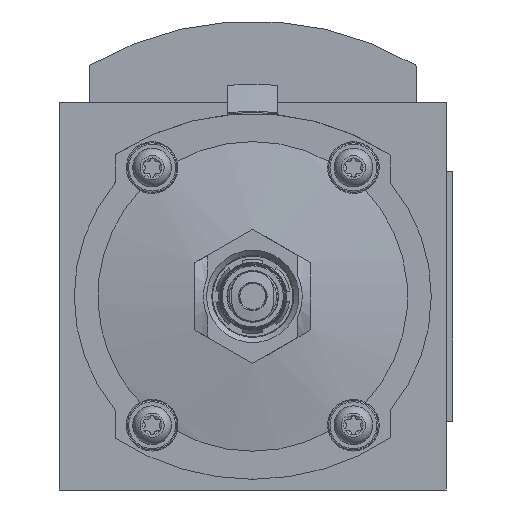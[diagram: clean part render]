
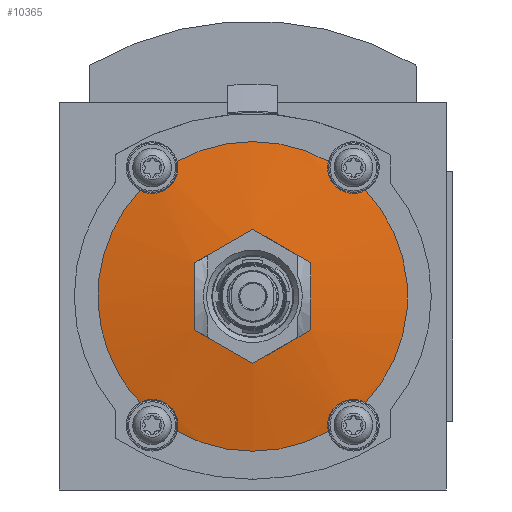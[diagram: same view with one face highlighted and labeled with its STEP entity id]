
A CAD part, front view. The second image highlights one B-rep face of the part: STEP entity #10365.
In plain terms, the highlighted spherical face has radius 160 mm.
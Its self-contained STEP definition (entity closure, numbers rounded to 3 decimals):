
#61=SPHERICAL_SURFACE('',#10881,160.);
#366=CIRCLE('',#10882,35.989);
#367=CIRCLE('',#10883,35.989);
#368=CIRCLE('',#10884,35.989);
#369=CIRCLE('',#10885,35.989);
#370=CIRCLE('',#10886,159.429);
#371=CIRCLE('',#10887,159.429);
#372=CIRCLE('',#10888,159.429);
#373=CIRCLE('',#10889,159.429);
#374=CIRCLE('',#10890,159.429);
#375=CIRCLE('',#10891,159.429);
#2141=ORIENTED_EDGE('',*,*,#4244,.F.);
#2142=ORIENTED_EDGE('',*,*,#4245,.T.);
#2143=ORIENTED_EDGE('',*,*,#4246,.F.);
#2144=ORIENTED_EDGE('',*,*,#4247,.T.);
#2145=ORIENTED_EDGE('',*,*,#4248,.F.);
#2146=ORIENTED_EDGE('',*,*,#4249,.T.);
#2147=ORIENTED_EDGE('',*,*,#4250,.F.);
#2148=ORIENTED_EDGE('',*,*,#4251,.T.);
#2149=ORIENTED_EDGE('',*,*,#4252,.F.);
#2150=ORIENTED_EDGE('',*,*,#4253,.F.);
#2151=ORIENTED_EDGE('',*,*,#4254,.F.);
#2152=ORIENTED_EDGE('',*,*,#4255,.F.);
#2153=ORIENTED_EDGE('',*,*,#4256,.F.);
#2154=ORIENTED_EDGE('',*,*,#4257,.F.);
#4244=EDGE_CURVE('',#5279,#5280,#366,.T.);
#4245=EDGE_CURVE('',#5279,#5281,#5946,.T.);
#4246=EDGE_CURVE('',#5282,#5281,#367,.T.);
#4247=EDGE_CURVE('',#5282,#5283,#5947,.T.);
#4248=EDGE_CURVE('',#5284,#5283,#368,.T.);
#4249=EDGE_CURVE('',#5284,#5285,#5948,.T.);
#4250=EDGE_CURVE('',#5286,#5285,#369,.T.);
#4251=EDGE_CURVE('',#5286,#5280,#5949,.T.);
#4252=EDGE_CURVE('',#5287,#5288,#370,.F.);
#4253=EDGE_CURVE('',#5289,#5287,#371,.F.);
#4254=EDGE_CURVE('',#5290,#5289,#372,.F.);
#4255=EDGE_CURVE('',#5291,#5290,#373,.F.);
#4256=EDGE_CURVE('',#5292,#5291,#374,.F.);
#4257=EDGE_CURVE('',#5288,#5292,#375,.F.);
#5279=VERTEX_POINT('',#14590);
#5280=VERTEX_POINT('',#14591);
#5281=VERTEX_POINT('',#14599);
#5282=VERTEX_POINT('',#14601);
#5283=VERTEX_POINT('',#14609);
#5284=VERTEX_POINT('',#14611);
#5285=VERTEX_POINT('',#14619);
#5286=VERTEX_POINT('',#14621);
#5287=VERTEX_POINT('',#14630);
#5288=VERTEX_POINT('',#14631);
#5289=VERTEX_POINT('',#14633);
#5290=VERTEX_POINT('',#14635);
#5291=VERTEX_POINT('',#14637);
#5292=VERTEX_POINT('',#14639);
#5946=B_SPLINE_CURVE_WITH_KNOTS('',3,(#14592,#14593,#14594,#14595,#14596,
#14597,#14598),.UNSPECIFIED.,.F.,.F.,(4,1,1,1,4),(0.,0.003,
0.007,0.01,0.014),.UNSPECIFIED.);
#5947=B_SPLINE_CURVE_WITH_KNOTS('',3,(#14602,#14603,#14604,#14605,#14606,
#14607,#14608),.UNSPECIFIED.,.F.,.F.,(4,1,1,1,4),(0.,0.003,
0.007,0.01,0.014),
 .UNSPECIFIED.);
#5948=B_SPLINE_CURVE_WITH_KNOTS('',3,(#14612,#14613,#14614,#14615,#14616,
#14617,#14618),.UNSPECIFIED.,.F.,.F.,(4,1,1,1,4),(0.,0.003,
0.007,0.01,0.014),
 .UNSPECIFIED.);
#5949=B_SPLINE_CURVE_WITH_KNOTS('',3,(#14622,#14623,#14624,#14625,#14626,
#14627,#14628),.UNSPECIFIED.,.F.,.F.,(4,1,1,1,4),(0.,0.003,
0.007,0.01,0.014),
 .UNSPECIFIED.);
#6025=EDGE_LOOP('',(#2141,#2142,#2143,#2144,#2145,#2146,#2147,#2148));
#6026=EDGE_LOOP('',(#2149,#2150,#2151,#2152,#2153,#2154));
#6591=FACE_BOUND('',#6025,.T.);
#6592=FACE_BOUND('',#6026,.T.);
#10365=ADVANCED_FACE('',(#6591,#6592),#61,.T.);
#10881=AXIS2_PLACEMENT_3D('',#14588,#11918,#11919);
#10882=AXIS2_PLACEMENT_3D('',#14589,#11920,#11921);
#10883=AXIS2_PLACEMENT_3D('',#14600,#11922,#11923);
#10884=AXIS2_PLACEMENT_3D('',#14610,#11924,#11925);
#10885=AXIS2_PLACEMENT_3D('',#14620,#11926,#11927);
#10886=AXIS2_PLACEMENT_3D('',#14629,#11928,#11929);
#10887=AXIS2_PLACEMENT_3D('',#14632,#11930,#11931);
#10888=AXIS2_PLACEMENT_3D('',#14634,#11932,#11933);
#10889=AXIS2_PLACEMENT_3D('',#14636,#11934,#11935);
#10890=AXIS2_PLACEMENT_3D('',#14638,#11936,#11937);
#10891=AXIS2_PLACEMENT_3D('',#14640,#11938,#11939);
#11918=DIRECTION('',(0.,-1.,0.));
#11919=DIRECTION('',(-1.,0.,0.));
#11920=DIRECTION('',(0.,1.,0.));
#11921=DIRECTION('',(0.,0.,1.));
#11922=DIRECTION('',(0.,1.,0.));
#11923=DIRECTION('',(0.,0.,1.));
#11924=DIRECTION('',(0.,1.,0.));
#11925=DIRECTION('',(0.,0.,1.));
#11926=DIRECTION('',(0.,1.,0.));
#11927=DIRECTION('',(0.,0.,1.));
#11928=DIRECTION('',(0.5,0.,0.866));
#11929=DIRECTION('',(0.866,0.,-0.5));
#11930=DIRECTION('',(1.,0.,0.));
#11931=DIRECTION('',(0.,0.,-1.));
#11932=DIRECTION('',(0.5,0.,-0.866));
#11933=DIRECTION('',(-0.866,0.,-0.5));
#11934=DIRECTION('',(-0.5,0.,-0.866));
#11935=DIRECTION('',(-0.866,0.,0.5));
#11936=DIRECTION('',(-1.,0.,0.));
#11937=DIRECTION('',(0.,0.,1.));
#11938=DIRECTION('',(-0.5,0.,0.866));
#11939=DIRECTION('',(0.866,0.,0.5));
#14588=CARTESIAN_POINT('',(0.,-92.6,0.));
#14589=CARTESIAN_POINT('',(0.,-248.5,0.));
#14590=CARTESIAN_POINT('',(26.22,-248.5,24.651));
#14591=CARTESIAN_POINT('',(26.22,-248.5,-24.651));
#14592=CARTESIAN_POINT('',(26.22,-248.5,24.651));
#14593=CARTESIAN_POINT('',(25.208,-248.756,24.111));
#14594=CARTESIAN_POINT('',(22.893,-249.195,23.624));
#14595=CARTESIAN_POINT('',(19.485,-249.453,24.936));
#14596=CARTESIAN_POINT('',(17.386,-249.196,27.922));
#14597=CARTESIAN_POINT('',(17.296,-248.756,30.292));
#14598=CARTESIAN_POINT('',(17.576,-248.5,31.405));
#14599=CARTESIAN_POINT('',(17.576,-248.5,31.405));
#14600=CARTESIAN_POINT('',(0.,-248.5,0.));
#14601=CARTESIAN_POINT('',(-17.576,-248.5,31.405));
#14602=CARTESIAN_POINT('',(-17.576,-248.5,31.405));
#14603=CARTESIAN_POINT('',(-17.296,-248.756,30.292));
#14604=CARTESIAN_POINT('',(-17.384,-249.195,27.929));
#14605=CARTESIAN_POINT('',(-19.481,-249.453,24.939));
#14606=CARTESIAN_POINT('',(-22.886,-249.196,23.624));
#14607=CARTESIAN_POINT('',(-25.208,-248.756,24.111));
#14608=CARTESIAN_POINT('',(-26.22,-248.5,24.651));
#14609=CARTESIAN_POINT('',(-26.22,-248.5,24.651));
#14610=CARTESIAN_POINT('',(0.,-248.5,0.));
#14611=CARTESIAN_POINT('',(-26.22,-248.5,-24.651));
#14612=CARTESIAN_POINT('',(-26.22,-248.5,-24.651));
#14613=CARTESIAN_POINT('',(-25.208,-248.756,-24.111));
#14614=CARTESIAN_POINT('',(-22.893,-249.195,-23.624));
#14615=CARTESIAN_POINT('',(-19.485,-249.453,-24.936));
#14616=CARTESIAN_POINT('',(-17.386,-249.196,-27.922));
#14617=CARTESIAN_POINT('',(-17.296,-248.756,-30.292));
#14618=CARTESIAN_POINT('',(-17.576,-248.5,-31.405));
#14619=CARTESIAN_POINT('',(-17.576,-248.5,-31.405));
#14620=CARTESIAN_POINT('',(0.,-248.5,0.));
#14621=CARTESIAN_POINT('',(17.576,-248.5,-31.405));
#14622=CARTESIAN_POINT('',(17.576,-248.5,-31.405));
#14623=CARTESIAN_POINT('',(17.296,-248.756,-30.292));
#14624=CARTESIAN_POINT('',(17.384,-249.195,-27.929));
#14625=CARTESIAN_POINT('',(19.481,-249.453,-24.939));
#14626=CARTESIAN_POINT('',(22.886,-249.196,-23.624));
#14627=CARTESIAN_POINT('',(25.208,-248.756,-24.111));
#14628=CARTESIAN_POINT('',(26.22,-248.5,-24.651));
#14629=CARTESIAN_POINT('',(6.75,-92.6,11.691));
#14630=CARTESIAN_POINT('',(13.5,-251.839,7.794));
#14631=CARTESIAN_POINT('',(0.,-251.839,15.588));
#14632=CARTESIAN_POINT('',(13.5,-92.6,0.));
#14633=CARTESIAN_POINT('',(13.5,-251.839,-7.794));
#14634=CARTESIAN_POINT('',(6.75,-92.6,-11.691));
#14635=CARTESIAN_POINT('',(0.,-251.839,-15.588));
#14636=CARTESIAN_POINT('',(-6.75,-92.6,-11.691));
#14637=CARTESIAN_POINT('',(-13.5,-251.839,-7.794));
#14638=CARTESIAN_POINT('',(-13.5,-92.6,0.));
#14639=CARTESIAN_POINT('',(-13.5,-251.839,7.794));
#14640=CARTESIAN_POINT('',(-6.75,-92.6,11.691));
